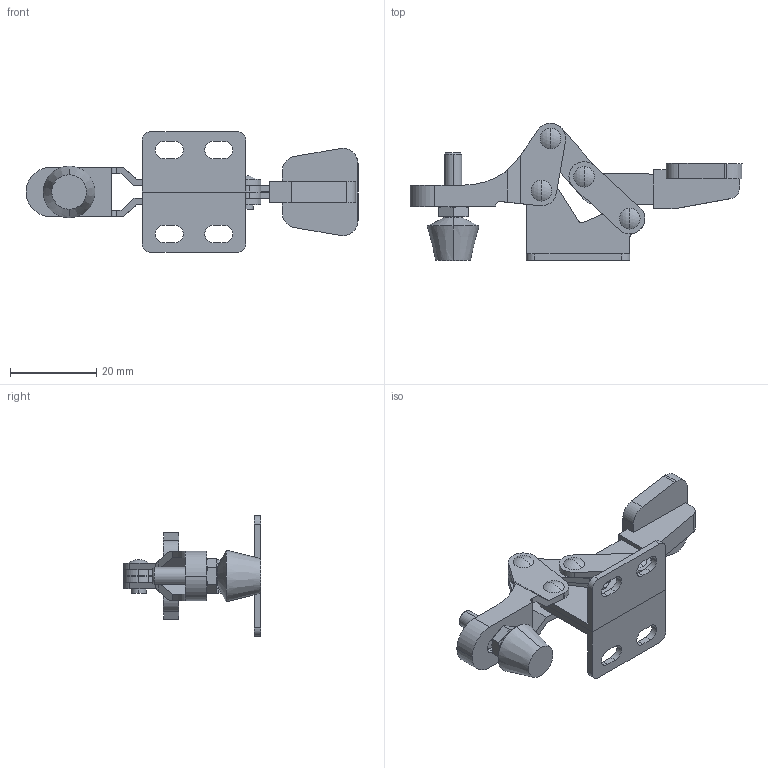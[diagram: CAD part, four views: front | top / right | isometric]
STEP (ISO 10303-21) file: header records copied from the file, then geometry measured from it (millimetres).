
FILE_DESCRIPTION (( 'STEP AP214' ), '1' );
FILE_NAME ('GH-20800(Â²¤Æ).STEP', '2020-07-16T03:24:40', ( 'LinWei' ), ( '' ), 'SwSTEP 2.0', 'SolidWorks 2016', '' );
FILE_SCHEMA (( 'AUTOMOTIVE_DESIGN' ));
Length unit declared in the file: millimetre
Products named in the file (6): GH-20800(簡化); 12080001-1^GH-20800(簡化); Group5^GH-20800(簡化); Group4^GH-20800(簡化); Group3^GH-20800(簡化); Group2^GH-20800(簡化)
Assembly tree (5 placements, depth 2):
  GH-20800(簡化)
    Group2^GH-20800(簡化)
    Group3^GH-20800(簡化)
    Group4^GH-20800(簡化)
    Group5^GH-20800(簡化)
    12080001-1^GH-20800(簡化)
Bounding box: 77.03 x 31.8 x 28 mm (x, y, z)
Volume: 6901.4 mm3; surface area: 7877.7 mm2
Topology: 5 solids, 5 shells, 246 faces, 620 edges, 400 vertices
Faces by surface type: plane 107, cylinder 101, cone 30, sphere 8
Entity records: 8244 total; most frequent: CARTESIAN_POINT 1418, DIRECTION 1319, ORIENTED_EDGE 1240, EDGE_CURVE 620, AXIS2_PLACEMENT_3D 493, VERTEX_POINT 400, LINE 333, VECTOR 333
